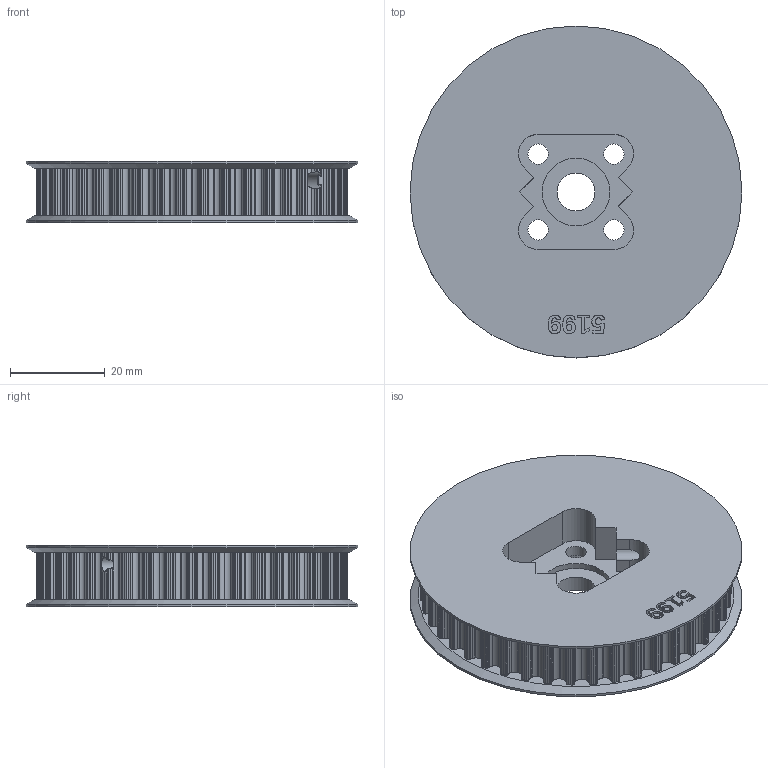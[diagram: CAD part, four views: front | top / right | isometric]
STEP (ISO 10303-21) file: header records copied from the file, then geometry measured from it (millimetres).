
FILE_DESCRIPTION( ( '' ), ' ' );
FILE_NAME( '5e9a1f6da7ca2b10d6473fbc.step', '2020-04-17T21:28:14', ( '' ), ( '' ), ' ', ' ', ' ' );
FILE_SCHEMA( ( 'AUTOMOTIVE_DESIGN { 1 0 10303 214 1 1 1 1 }' ) );
Length unit declared in the file: metre
Products named in the file (1): 217-3199-002 Rev3
Bounding box: 70.1 x 70.1 x 13 mm (x, y, z)
Volume: 36994.1 mm3; surface area: 13917.2 mm2
Topology: 1 solids, 1 shells, 866 faces, 2567 edges, 1709 vertices
Faces by surface type: cylinder 626, plane 174, extrusion 60, cone 6
Full cylindrical faces by diameter (mm): 3.487 x2, 4.3 x4, 8 x1, 14.3 x1, 70.099 x2
Entity records: 36690 total; most frequent: CARTESIAN_POINT 5743, DIRECTION 5264, ORIENTED_EDGE 5096, EDGE_CURVE 2548, AXIS2_PLACEMENT_3D 2023, VERTEX_POINT 1706, VECTOR 1218, CIRCLE 1208
